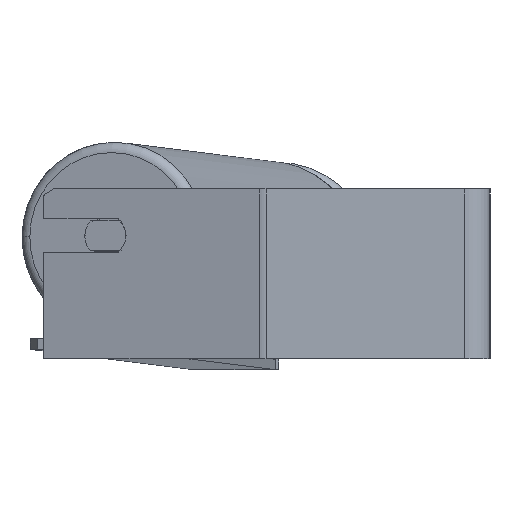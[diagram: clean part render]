
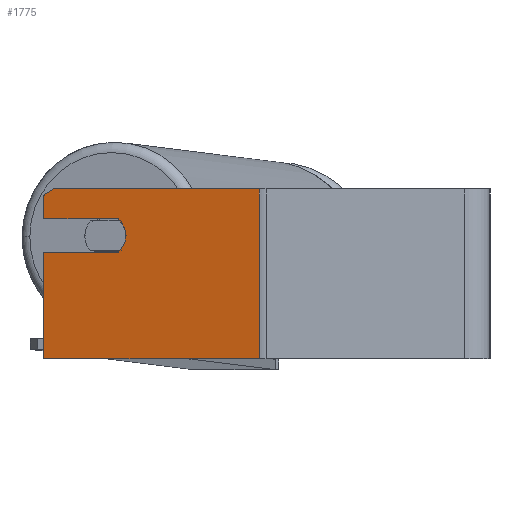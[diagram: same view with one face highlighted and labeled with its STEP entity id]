
A CAD part, left-side view. The second image highlights one B-rep face of the part: STEP entity #1775.
In plain terms, the highlighted planar face has unit normal (-0.966, 0.259, 0).
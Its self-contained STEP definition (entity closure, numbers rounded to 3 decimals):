
#31 = DIRECTION ( 'NONE',  ( -0.259, -0.966, 0. ) ) ;
#125 = CARTESIAN_POINT ( 'NONE',  ( -471.689, 175.423, 10. ) ) ;
#260 = EDGE_CURVE ( 'NONE', #790, #5684, #7889, .T. ) ;
#428 = CARTESIAN_POINT ( 'NONE',  ( -471.689, 175.423, 26. ) ) ;
#482 = CARTESIAN_POINT ( 'NONE',  ( -462.371, 210.197, 40. ) ) ;
#494 = VERTEX_POINT ( 'NONE', #1973 ) ;
#639 = CARTESIAN_POINT ( 'NONE',  ( -462.371, 210.197, 40. ) ) ;
#756 = EDGE_CURVE ( 'NONE', #790, #5344, #6368, .T. ) ;
#790 = VERTEX_POINT ( 'NONE', #6639 ) ;
#849 = CARTESIAN_POINT ( 'NONE',  ( -470.136, 181.219, 18. ) ) ;
#1051 = CIRCLE ( 'NONE', #7355, 10. ) ;
#1144 = VERTEX_POINT ( 'NONE', #7694 ) ;
#1151 = CARTESIAN_POINT ( 'NONE',  ( -462.371, 210.197, 37.113 ) ) ;
#1291 = DIRECTION ( 'NONE',  ( -0.966, 0.259, 0. ) ) ;
#1344 = EDGE_CURVE ( 'NONE', #5371, #4604, #8947, .T. ) ;
#1678 = VECTOR ( 'NONE', #5464, 1000. ) ;
#1722 = ORIENTED_EDGE ( 'NONE', *, *, #6627, .T. ) ;
#1733 = VERTEX_POINT ( 'NONE', #4125 ) ;
#1775 = ADVANCED_FACE ( 'NONE', ( #3391 ), #8938, .F. ) ;
#1841 = CARTESIAN_POINT ( 'NONE',  ( -462.371, 210.197, 40. ) ) ;
#1973 = CARTESIAN_POINT ( 'NONE',  ( -462.371, 210.197, -40. ) ) ;
#1977 = CARTESIAN_POINT ( 'NONE',  ( -470.136, 181.219, 18. ) ) ;
#1999 = LINE ( 'NONE', #2731, #7413 ) ;
#2026 = DIRECTION ( 'NONE',  ( 0.259, 0.966, 0. ) ) ;
#2483 = CARTESIAN_POINT ( 'NONE',  ( -489.591, 108.612, 40. ) ) ;
#2631 = EDGE_CURVE ( 'NONE', #5344, #1144, #1999, .T. ) ;
#2664 = VECTOR ( 'NONE', #4085, 1000. ) ;
#2670 = CARTESIAN_POINT ( 'NONE',  ( -471.689, 175.423, 26. ) ) ;
#2681 = DIRECTION ( 'NONE',  ( 0., 0., -1. ) ) ;
#2731 = CARTESIAN_POINT ( 'NONE',  ( -489.591, 108.612, 40. ) ) ;
#2803 = EDGE_CURVE ( 'NONE', #1733, #4414, #6395, .T. ) ;
#2919 = DIRECTION ( 'NONE',  ( -0.966, 0.259, 0. ) ) ;
#2978 = ORIENTED_EDGE ( 'NONE', *, *, #7155, .T. ) ;
#3113 = ORIENTED_EDGE ( 'NONE', *, *, #756, .F. ) ;
#3187 = LINE ( 'NONE', #482, #5929 ) ;
#3391 = FACE_OUTER_BOUND ( 'NONE', #6453, .T. ) ;
#3583 = CARTESIAN_POINT ( 'NONE',  ( -462.371, 210.197, 37.113 ) ) ;
#3655 = CARTESIAN_POINT ( 'NONE',  ( -462.371, 210.197, 40. ) ) ;
#3789 = EDGE_CURVE ( 'NONE', #5684, #4604, #3187, .T. ) ;
#3792 = ORIENTED_EDGE ( 'NONE', *, *, #3789, .T. ) ;
#3986 = ORIENTED_EDGE ( 'NONE', *, *, #1344, .F. ) ;
#4085 = DIRECTION ( 'NONE',  ( -0.259, -0.966, 0. ) ) ;
#4100 = DIRECTION ( 'NONE',  ( 0., 0., -1. ) ) ;
#4125 = CARTESIAN_POINT ( 'NONE',  ( -462.371, 210.197, 10. ) ) ;
#4414 = VERTEX_POINT ( 'NONE', #7920 ) ;
#4604 = VERTEX_POINT ( 'NONE', #6311 ) ;
#4773 = LINE ( 'NONE', #9039, #2664 ) ;
#5068 = DIRECTION ( 'NONE',  ( -0.259, -0.966, 0. ) ) ;
#5247 = ORIENTED_EDGE ( 'NONE', *, *, #260, .T. ) ;
#5344 = VERTEX_POINT ( 'NONE', #2483 ) ;
#5352 = VECTOR ( 'NONE', #31, 1000. ) ;
#5366 = DIRECTION ( 'NONE',  ( -0.259, -0.966, 0. ) ) ;
#5371 = VERTEX_POINT ( 'NONE', #428 ) ;
#5464 = DIRECTION ( 'NONE',  ( 0.259, 0.966, 0. ) ) ;
#5684 = VERTEX_POINT ( 'NONE', #1151 ) ;
#5872 = CIRCLE ( 'NONE', #6323, 10. ) ;
#5929 = VECTOR ( 'NONE', #2681, 1000. ) ;
#6185 = VERTEX_POINT ( 'NONE', #7863 ) ;
#6188 = ORIENTED_EDGE ( 'NONE', *, *, #7675, .F. ) ;
#6226 = AXIS2_PLACEMENT_3D ( 'NONE', #639, #8354, #2026 ) ;
#6311 = CARTESIAN_POINT ( 'NONE',  ( -462.371, 210.197, 26. ) ) ;
#6323 = AXIS2_PLACEMENT_3D ( 'NONE', #1977, #1291, #5366 ) ;
#6368 = LINE ( 'NONE', #3655, #8265 ) ;
#6382 = DIRECTION ( 'NONE',  ( 0.224, 0.837, -0.5 ) ) ;
#6395 = LINE ( 'NONE', #125, #5352 ) ;
#6453 = EDGE_LOOP ( 'NONE', ( #3113, #5247, #3792, #3986, #6188, #7518, #8124, #1722, #2978, #6826 ) ) ;
#6466 = VECTOR ( 'NONE', #7579, 1000. ) ;
#6495 = VECTOR ( 'NONE', #6382, 1000. ) ;
#6627 = EDGE_CURVE ( 'NONE', #1733, #494, #7167, .T. ) ;
#6639 = CARTESIAN_POINT ( 'NONE',  ( -463.666, 205.367, 40. ) ) ;
#6704 = EDGE_CURVE ( 'NONE', #4414, #6185, #5872, .T. ) ;
#6826 = ORIENTED_EDGE ( 'NONE', *, *, #2631, .F. ) ;
#7155 = EDGE_CURVE ( 'NONE', #494, #1144, #4773, .T. ) ;
#7167 = LINE ( 'NONE', #1841, #6466 ) ;
#7355 = AXIS2_PLACEMENT_3D ( 'NONE', #849, #2919, #5068 ) ;
#7413 = VECTOR ( 'NONE', #4100, 1000. ) ;
#7518 = ORIENTED_EDGE ( 'NONE', *, *, #6704, .F. ) ;
#7579 = DIRECTION ( 'NONE',  ( 0., 0., -1. ) ) ;
#7675 = EDGE_CURVE ( 'NONE', #6185, #5371, #1051, .T. ) ;
#7694 = CARTESIAN_POINT ( 'NONE',  ( -489.591, 108.612, -40. ) ) ;
#7863 = CARTESIAN_POINT ( 'NONE',  ( -472.724, 171.56, 18. ) ) ;
#7889 = LINE ( 'NONE', #3583, #6495 ) ;
#7920 = CARTESIAN_POINT ( 'NONE',  ( -471.689, 175.423, 10. ) ) ;
#8124 = ORIENTED_EDGE ( 'NONE', *, *, #2803, .F. ) ;
#8265 = VECTOR ( 'NONE', #8480, 1000. ) ;
#8354 = DIRECTION ( 'NONE',  ( 0.966, -0.259, 0. ) ) ;
#8480 = DIRECTION ( 'NONE',  ( -0.259, -0.966, 0. ) ) ;
#8938 = PLANE ( 'NONE',  #6226 ) ;
#8947 = LINE ( 'NONE', #2670, #1678 ) ;
#9039 = CARTESIAN_POINT ( 'NONE',  ( -462.371, 210.197, -40. ) ) ;
